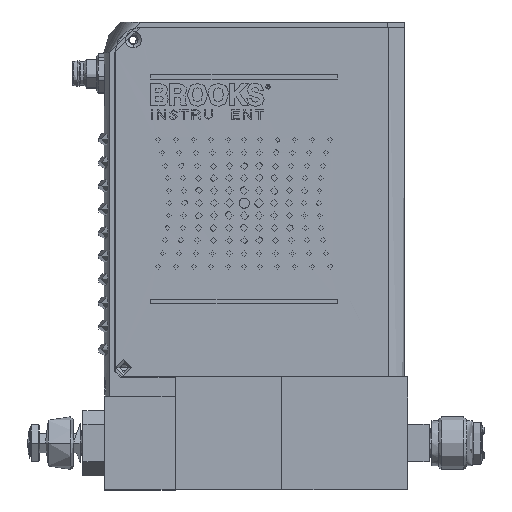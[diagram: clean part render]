
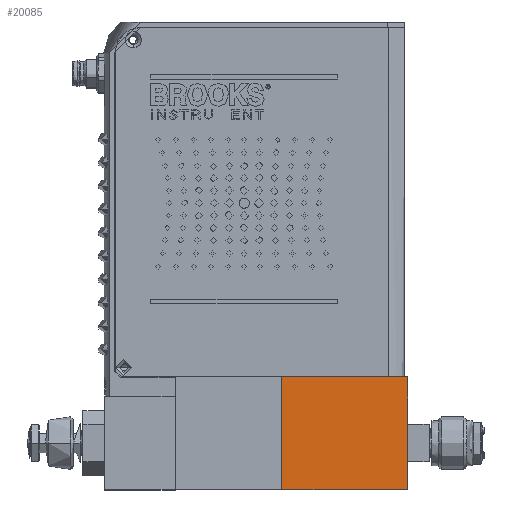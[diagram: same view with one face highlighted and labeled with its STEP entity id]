
A CAD part, top view. The second image highlights one B-rep face of the part: STEP entity #20085.
In plain terms, the highlighted planar face has unit normal (0, 0, 1).
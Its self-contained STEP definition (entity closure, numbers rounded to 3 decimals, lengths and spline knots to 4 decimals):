
#5662 = EDGE_CURVE ( 'NONE', #77366, #59930, #24896, .T. ) ;
#6248 = CARTESIAN_POINT ( 'NONE',  ( 1.345, 1.207, 0.74 ) ) ;
#6287 = EDGE_CURVE ( 'NONE', #59930, #60651, #12174, .T. ) ;
#11092 = EDGE_CURVE ( 'NONE', #60651, #91154, #80905, .T. ) ;
#11565 = EDGE_LOOP ( 'NONE', ( #41845, #49211, #23487, #78466 ) ) ;
#12174 = LINE ( 'NONE', #62610, #76573 ) ;
#18101 = CARTESIAN_POINT ( 'NONE',  ( 0., 0., 0.74 ) ) ;
#20085 = ADVANCED_FACE ( 'NONE', ( #55256 ), #83516, .F. ) ;
#21687 = VECTOR ( 'NONE', #89719, 39.3701 ) ;
#22249 = DIRECTION ( 'NONE',  ( 0., 1., 0. ) ) ;
#23487 = ORIENTED_EDGE ( 'NONE', *, *, #6287, .F. ) ;
#24896 = B_SPLINE_CURVE_WITH_KNOTS ( 'NONE', 3,
 ( #42544, #42769, #42433, #42317 ),
 .UNSPECIFIED., .F., .F.,
 ( 4, 4 ),
 ( 0., 1. ),
 .UNSPECIFIED. ) ;
#41604 = EDGE_CURVE ( 'NONE', #91154, #77366, #85504, .T. ) ;
#41845 = ORIENTED_EDGE ( 'NONE', *, *, #41604, .F. ) ;
#42317 = CARTESIAN_POINT ( 'NONE',  ( 0., 0., 0.74 ) ) ;
#42433 = CARTESIAN_POINT ( 'NONE',  ( 0.4483, 0., 0.74 ) ) ;
#42544 = CARTESIAN_POINT ( 'NONE',  ( 1.345, 0., 0.74 ) ) ;
#42652 = VECTOR ( 'NONE', #51147, 39.3701 ) ;
#42708 = DIRECTION ( 'NONE',  ( 0., 0., -1. ) ) ;
#42769 = CARTESIAN_POINT ( 'NONE',  ( 0.8967, 0., 0.74 ) ) ;
#49211 = ORIENTED_EDGE ( 'NONE', *, *, #11092, .F. ) ;
#50937 = CARTESIAN_POINT ( 'NONE',  ( 1.345, 1.207, 0.74 ) ) ;
#51147 = DIRECTION ( 'NONE',  ( 0., -1., 0. ) ) ;
#55256 = FACE_OUTER_BOUND ( 'NONE', #11565, .T. ) ;
#59883 = DIRECTION ( 'NONE',  ( -1., 0., 0. ) ) ;
#59930 = VERTEX_POINT ( 'NONE', #18101 ) ;
#60651 = VERTEX_POINT ( 'NONE', #101379 ) ;
#62610 = CARTESIAN_POINT ( 'NONE',  ( 0., 1.207, 0.74 ) ) ;
#74948 = CARTESIAN_POINT ( 'NONE',  ( 1.345, 0., 0.74 ) ) ;
#76573 = VECTOR ( 'NONE', #22249, 39.3701 ) ;
#77366 = VERTEX_POINT ( 'NONE', #74948 ) ;
#77647 = AXIS2_PLACEMENT_3D ( 'NONE', #100891, #42708, #59883 ) ;
#78466 = ORIENTED_EDGE ( 'NONE', *, *, #5662, .F. ) ;
#80905 = LINE ( 'NONE', #91703, #21687 ) ;
#83516 = PLANE ( 'NONE',  #77647 ) ;
#85504 = LINE ( 'NONE', #50937, #42652 ) ;
#89719 = DIRECTION ( 'NONE',  ( 1., 0., 0. ) ) ;
#91154 = VERTEX_POINT ( 'NONE', #6248 ) ;
#91703 = CARTESIAN_POINT ( 'NONE',  ( 0., 1.207, 0.74 ) ) ;
#100891 = CARTESIAN_POINT ( 'NONE',  ( 0., 1.207, 0.74 ) ) ;
#101379 = CARTESIAN_POINT ( 'NONE',  ( 0., 1.207, 0.74 ) ) ;
